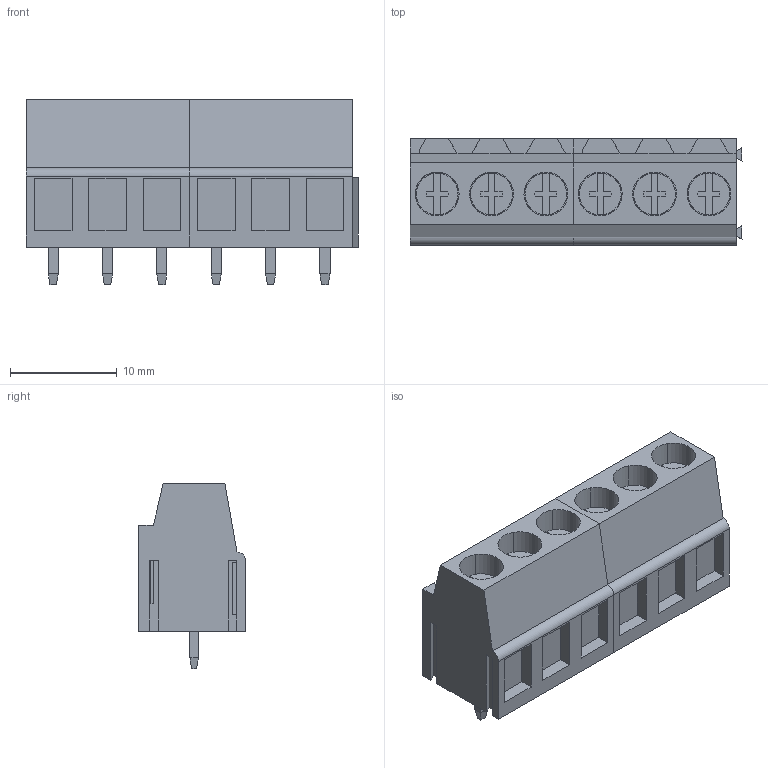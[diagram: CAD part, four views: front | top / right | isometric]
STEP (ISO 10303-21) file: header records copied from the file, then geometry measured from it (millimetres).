
FILE_DESCRIPTION(('CATIA V5 STEP Exchange','CAx-IF Rec.Pracs.--- Model Styling and Organization---1.2---2011-12-15'),'2;1');
FILE_NAME ('D1465126_0_9994150000_9994150000.stp','2018-03-30T13:34:33+00:00',('none'),('Weidmueller'),'CATIA Version 5-6 Release 2014','CATIA V5 STEP AP214','none');
FILE_SCHEMA(('AUTOMOTIVE_DESIGN { 1 0 10303 214 1 1 1 1 }'));
Length unit declared in the file: millimetre
Products named in the file (1): 9994150000
Bounding box: 31.03 x 10 x 17.3 mm (x, y, z)
Volume: 2941.3 mm3; surface area: 3495.2 mm2
Topology: 14 solids, 14 shells, 540 faces, 1440 edges, 952 vertices
Faces by surface type: plane 454, cylinder 86
Entity records: 16637 total; most frequent: CARTESIAN_POINT 3349, ORIENTED_EDGE 2880, DIRECTION 2416, EDGE_CURVE 1440, VECTOR 1184, LINE 1184, VERTEX_POINT 952, AXIS2_PLACEMENT_3D 692
